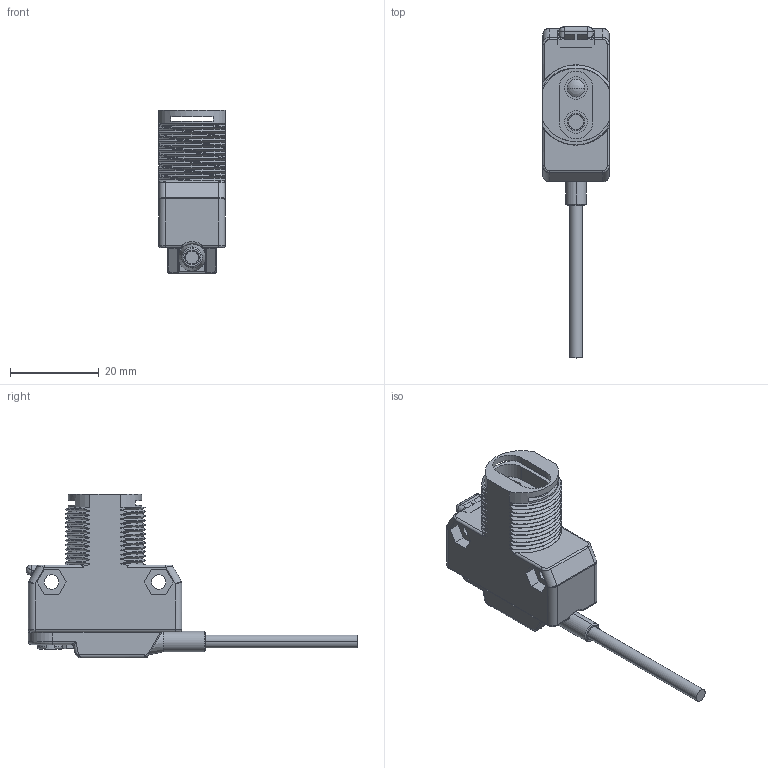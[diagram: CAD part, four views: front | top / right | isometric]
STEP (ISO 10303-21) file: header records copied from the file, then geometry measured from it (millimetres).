
FILE_DESCRIPTION((''),'2;1');
FILE_NAME('139726_SW','2008-05-07T',('banengservice'),('BANNER ENGINEERING'),'PRO/ENGINEER BY PARAMETRIC TECHNOLOGY CORPORATION, 2006170','PRO/ENGINEER BY PARAMETRIC TECHNOLOGY CORPORATION, 2006170','');
FILE_SCHEMA(('CONFIG_CONTROL_DESIGN'));
Length unit declared in the file: inch
Products named in the file (1): 139726_SW
Bounding box: 15 x 74.63 x 36.86 mm (x, y, z)
Volume: 7038.6 mm3; surface area: 9764.1 mm2
Topology: 2 solids, 2 shells, 954 faces, 2439 edges, 1531 vertices
Faces by surface type: plane 409, cylinder 293, bspline 157, torus 43, cone 30, sphere 22
Entity records: 39220 total; most frequent: CARTESIAN_POINT 17135, ORIENTED_EDGE 4866, DIRECTION 4127, EDGE_CURVE 2433, VERTEX_POINT 1531, AXIS2_PLACEMENT_3D 1380, VECTOR 1367, LINE 1367
